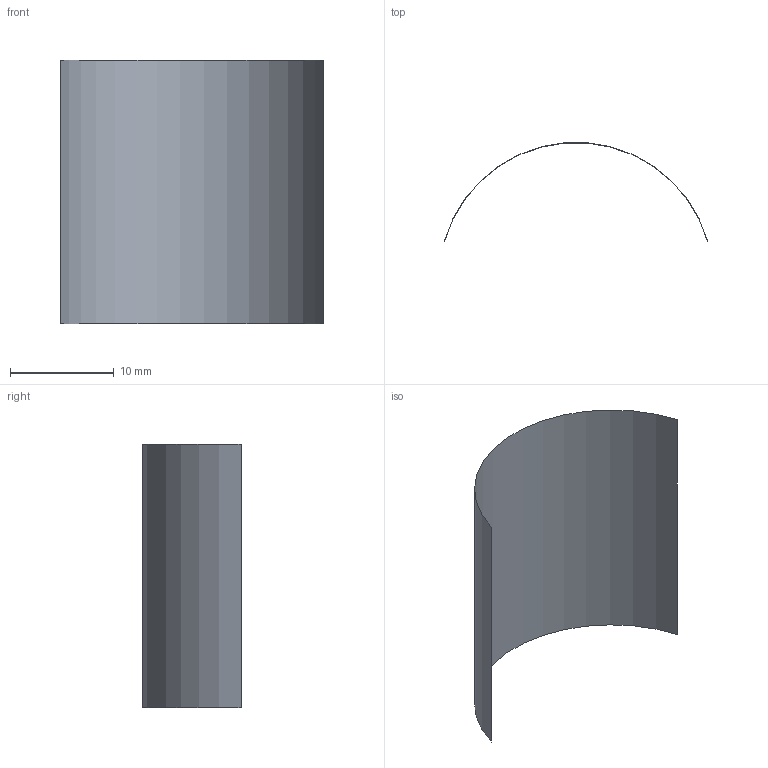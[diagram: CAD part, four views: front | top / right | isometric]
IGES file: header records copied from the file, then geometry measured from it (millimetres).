
Global section: file name: 1000.igs; native system: AutoCAD-13_c4a (Microsoft Windows NT Version 5.0 (x86)); preprocessor: AutoCAD IGES Translator R13.1c1 (Aug 13 1996) from Autodesk, Inc.; date: 040109.111657; units: inch
Bounding box: 25.4 x 9.48 x 25.4 mm (x, y, z)
Surface area: 865.1 mm2 (no closed solid volume)
Topology: 0 solids, 0 shells, 1 faces, 4463 edges, 8867 vertices
Faces by surface type: extrusion 1
